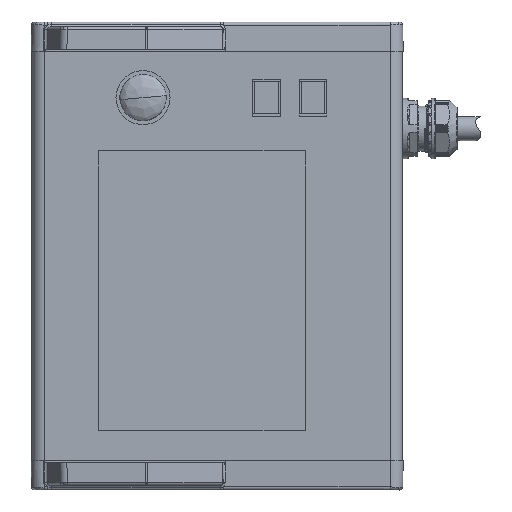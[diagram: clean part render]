
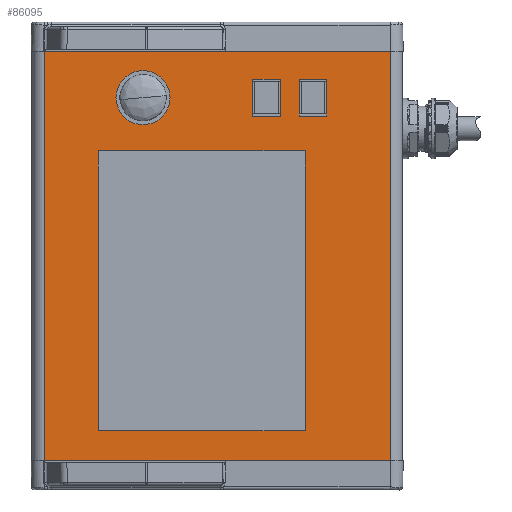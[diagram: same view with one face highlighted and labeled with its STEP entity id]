
A CAD part, front view. The second image highlights one B-rep face of the part: STEP entity #86095.
In plain terms, the highlighted planar face has unit normal (0, -1, 0).
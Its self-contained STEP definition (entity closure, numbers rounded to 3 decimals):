
#1903 = AXIS2_PLACEMENT_3D ( 'NONE', #21111, #82750, #13568 ) ;
#2313 = CARTESIAN_POINT ( 'NONE',  ( 40.05, 0., 102.5 ) ) ;
#2456 = LINE ( 'NONE', #2956, #32508 ) ;
#2683 = CARTESIAN_POINT ( 'NONE',  ( 112., 0., 132.5 ) ) ;
#2956 = CARTESIAN_POINT ( 'NONE',  ( 57., 0., 68. ) ) ;
#3334 = ORIENTED_EDGE ( 'NONE', *, *, #52285, .F. ) ;
#3456 = CARTESIAN_POINT ( 'NONE',  ( -112., 0., -132.5 ) ) ;
#4750 = EDGE_CURVE ( 'NONE', #46965, #99515, #61553, .T. ) ;
#7138 = ORIENTED_EDGE ( 'NONE', *, *, #81385, .F. ) ;
#7667 = VERTEX_POINT ( 'NONE', #32639 ) ;
#7771 = FACE_BOUND ( 'NONE', #42277, .T. ) ;
#8718 = VECTOR ( 'NONE', #41645, 1000. ) ;
#8955 = CARTESIAN_POINT ( 'NONE',  ( -120., 0., -132.5 ) ) ;
#9524 = VERTEX_POINT ( 'NONE', #59311 ) ;
#9791 = CARTESIAN_POINT ( 'NONE',  ( 62., 0., 102.5 ) ) ;
#10200 = DIRECTION ( 'NONE',  ( 1., 0., 0. ) ) ;
#10780 = EDGE_CURVE ( 'NONE', #92889, #22537, #17820, .T. ) ;
#11520 = CARTESIAN_POINT ( 'NONE',  ( 57., 0., -113. ) ) ;
#13568 = DIRECTION ( 'NONE',  ( 1., 0., 0. ) ) ;
#15049 = LINE ( 'NONE', #45853, #68504 ) ;
#15605 = EDGE_CURVE ( 'NONE', #99515, #89744, #2456, .T. ) ;
#16331 = CARTESIAN_POINT ( 'NONE',  ( -120., 0., 132.5 ) ) ;
#16348 = ORIENTED_EDGE ( 'NONE', *, *, #76571, .T. ) ;
#16570 = DIRECTION ( 'NONE',  ( 1., 0., 0. ) ) ;
#17820 = LINE ( 'NONE', #2683, #67841 ) ;
#17835 = EDGE_CURVE ( 'NONE', #9524, #78917, #76918, .T. ) ;
#18281 = ORIENTED_EDGE ( 'NONE', *, *, #15605, .F. ) ;
#18691 = ORIENTED_EDGE ( 'NONE', *, *, #10780, .T. ) ;
#21012 = CARTESIAN_POINT ( 'NONE',  ( -77., 0., -113. ) ) ;
#21111 = CARTESIAN_POINT ( 'NONE',  ( 32., 0., 102.5 ) ) ;
#21558 = AXIS2_PLACEMENT_3D ( 'NONE', #54954, #85757, #16570 ) ;
#22416 = DIRECTION ( 'NONE',  ( -1., 0., 0. ) ) ;
#22520 = EDGE_LOOP ( 'NONE', ( #16348, #18691, #43234, #33163 ) ) ;
#22537 = VERTEX_POINT ( 'NONE', #80835 ) ;
#22779 = VERTEX_POINT ( 'NONE', #2313 ) ;
#24326 = CARTESIAN_POINT ( 'NONE',  ( -77., 0., 68. ) ) ;
#24494 = VECTOR ( 'NONE', #95284, 1000. ) ;
#24750 = AXIS2_PLACEMENT_3D ( 'NONE', #16331, #69389, #22416 ) ;
#25443 = CARTESIAN_POINT ( 'NONE',  ( 112., 0., -132.5 ) ) ;
#26331 = EDGE_CURVE ( 'NONE', #7667, #9524, #45423, .T. ) ;
#27336 = EDGE_CURVE ( 'NONE', #74361, #46965, #42775, .T. ) ;
#29112 = EDGE_LOOP ( 'NONE', ( #33756, #43769, #51231 ) ) ;
#29491 = PLANE ( 'NONE',  #24750 ) ;
#31432 = DIRECTION ( 'NONE',  ( 0., -1., 0. ) ) ;
#31475 = FACE_OUTER_BOUND ( 'NONE', #22520, .T. ) ;
#31643 = DIRECTION ( 'NONE',  ( 0., -1., 0. ) ) ;
#32508 = VECTOR ( 'NONE', #64579, 1000. ) ;
#32639 = CARTESIAN_POINT ( 'NONE',  ( -55.9, 0., 100.953 ) ) ;
#33163 = ORIENTED_EDGE ( 'NONE', *, *, #47541, .T. ) ;
#33260 = CARTESIAN_POINT ( 'NONE',  ( -55.9, 0., 104.047 ) ) ;
#33756 = ORIENTED_EDGE ( 'NONE', *, *, #26331, .F. ) ;
#34015 = DIRECTION ( 'NONE',  ( 0., -1., 0. ) ) ;
#34935 = AXIS2_PLACEMENT_3D ( 'NONE', #65549, #75132, #44817 ) ;
#39197 = EDGE_CURVE ( 'NONE', #39691, #69018, #49551, .T. ) ;
#39691 = VERTEX_POINT ( 'NONE', #65864 ) ;
#40732 = DIRECTION ( 'NONE',  ( 1., 0., 0. ) ) ;
#40826 = LINE ( 'NONE', #88789, #66477 ) ;
#40868 = CIRCLE ( 'NONE', #45799, 8.05 ) ;
#41645 = DIRECTION ( 'NONE',  ( 0., 0., -1. ) ) ;
#42011 = VECTOR ( 'NONE', #40732, 1000. ) ;
#42131 = LINE ( 'NONE', #96663, #8718 ) ;
#42277 = EDGE_LOOP ( 'NONE', ( #72680, #97923, #53097, #18281 ) ) ;
#42775 = LINE ( 'NONE', #88738, #24494 ) ;
#43234 = ORIENTED_EDGE ( 'NONE', *, *, #78865, .F. ) ;
#43769 = ORIENTED_EDGE ( 'NONE', *, *, #67504, .F. ) ;
#44817 = DIRECTION ( 'NONE',  ( 1., 0., 0. ) ) ;
#45423 = CIRCLE ( 'NONE', #74414, 8.05 ) ;
#45475 = CIRCLE ( 'NONE', #1903, 8.05 ) ;
#45799 = AXIS2_PLACEMENT_3D ( 'NONE', #86486, #31432, #10200 ) ;
#45853 = CARTESIAN_POINT ( 'NONE',  ( -77., 0., 68. ) ) ;
#46305 = AXIS2_PLACEMENT_3D ( 'NONE', #9791, #34015, #55779 ) ;
#46617 = EDGE_CURVE ( 'NONE', #83287, #22779, #95711, .T. ) ;
#46965 = VERTEX_POINT ( 'NONE', #21012 ) ;
#47541 = EDGE_CURVE ( 'NONE', #63078, #89027, #42131, .T. ) ;
#48708 = DIRECTION ( 'NONE',  ( 0., -1., 0. ) ) ;
#49551 = CIRCLE ( 'NONE', #46305, 8.05 ) ;
#50354 = ORIENTED_EDGE ( 'NONE', *, *, #46617, .F. ) ;
#51231 = ORIENTED_EDGE ( 'NONE', *, *, #17835, .F. ) ;
#52285 = EDGE_CURVE ( 'NONE', #69018, #39691, #40868, .T. ) ;
#52526 = EDGE_LOOP ( 'NONE', ( #7138, #50354 ) ) ;
#53097 = ORIENTED_EDGE ( 'NONE', *, *, #94334, .F. ) ;
#53230 = FACE_BOUND ( 'NONE', #52526, .T. ) ;
#54876 = DIRECTION ( 'NONE',  ( 1., 0., 0. ) ) ;
#54954 = CARTESIAN_POINT ( 'NONE',  ( 32., 0., 102.5 ) ) ;
#55779 = DIRECTION ( 'NONE',  ( 1., 0., 0. ) ) ;
#56937 = AXIS2_PLACEMENT_3D ( 'NONE', #93726, #31643, #54876 ) ;
#59291 = CARTESIAN_POINT ( 'NONE',  ( 57., 0., 68. ) ) ;
#59311 = CARTESIAN_POINT ( 'NONE',  ( -39.95, 0., 102.5 ) ) ;
#60005 = DIRECTION ( 'NONE',  ( -1., 0., 0. ) ) ;
#61062 = CARTESIAN_POINT ( 'NONE',  ( -77., 0., -113. ) ) ;
#61553 = LINE ( 'NONE', #61062, #87559 ) ;
#61991 = CARTESIAN_POINT ( 'NONE',  ( -112., 0., 132.5 ) ) ;
#62329 = DIRECTION ( 'NONE',  ( 0., 0., 1. ) ) ;
#63078 = VERTEX_POINT ( 'NONE', #61991 ) ;
#63492 = LINE ( 'NONE', #8955, #42011 ) ;
#64579 = DIRECTION ( 'NONE',  ( 0., 0., 1. ) ) ;
#65549 = CARTESIAN_POINT ( 'NONE',  ( -48., 0., 102.5 ) ) ;
#65864 = CARTESIAN_POINT ( 'NONE',  ( 70.05, 0., 102.5 ) ) ;
#66477 = VECTOR ( 'NONE', #72138, 1000. ) ;
#67504 = EDGE_CURVE ( 'NONE', #78917, #7667, #69856, .T. ) ;
#67841 = VECTOR ( 'NONE', #62329, 1000. ) ;
#68504 = VECTOR ( 'NONE', #60005, 1000. ) ;
#69018 = VERTEX_POINT ( 'NONE', #99530 ) ;
#69389 = DIRECTION ( 'NONE',  ( 0., 1., 0. ) ) ;
#69856 = CIRCLE ( 'NONE', #56937, 1.55 ) ;
#72138 = DIRECTION ( 'NONE',  ( 1., 0., 0. ) ) ;
#72680 = ORIENTED_EDGE ( 'NONE', *, *, #4750, .F. ) ;
#74361 = VERTEX_POINT ( 'NONE', #24326 ) ;
#74414 = AXIS2_PLACEMENT_3D ( 'NONE', #94664, #48708, #95648 ) ;
#75132 = DIRECTION ( 'NONE',  ( 0., -1., 0. ) ) ;
#76571 = EDGE_CURVE ( 'NONE', #89027, #92889, #63492, .T. ) ;
#76918 = CIRCLE ( 'NONE', #34935, 8.05 ) ;
#77807 = EDGE_LOOP ( 'NONE', ( #86498, #3334 ) ) ;
#78865 = EDGE_CURVE ( 'NONE', #63078, #22537, #40826, .T. ) ;
#78917 = VERTEX_POINT ( 'NONE', #33260 ) ;
#80835 = CARTESIAN_POINT ( 'NONE',  ( 112., 0., 132.5 ) ) ;
#81385 = EDGE_CURVE ( 'NONE', #22779, #83287, #45475, .T. ) ;
#82750 = DIRECTION ( 'NONE',  ( 0., -1., 0. ) ) ;
#83287 = VERTEX_POINT ( 'NONE', #95046 ) ;
#85038 = FACE_BOUND ( 'NONE', #77807, .T. ) ;
#85757 = DIRECTION ( 'NONE',  ( 0., -1., 0. ) ) ;
#86095 = ADVANCED_FACE ( 'NONE', ( #85038, #53230, #99663, #7771, #31475 ), #29491, .F. ) ;
#86486 = CARTESIAN_POINT ( 'NONE',  ( 62., 0., 102.5 ) ) ;
#86498 = ORIENTED_EDGE ( 'NONE', *, *, #39197, .F. ) ;
#87559 = VECTOR ( 'NONE', #99428, 1000. ) ;
#88738 = CARTESIAN_POINT ( 'NONE',  ( -77., 0., 68. ) ) ;
#88789 = CARTESIAN_POINT ( 'NONE',  ( 0.2, 0., 132.5 ) ) ;
#89027 = VERTEX_POINT ( 'NONE', #3456 ) ;
#89744 = VERTEX_POINT ( 'NONE', #59291 ) ;
#92889 = VERTEX_POINT ( 'NONE', #25443 ) ;
#93726 = CARTESIAN_POINT ( 'NONE',  ( -55.8, 0., 102.5 ) ) ;
#94334 = EDGE_CURVE ( 'NONE', #89744, #74361, #15049, .T. ) ;
#94664 = CARTESIAN_POINT ( 'NONE',  ( -48., 0., 102.5 ) ) ;
#95046 = CARTESIAN_POINT ( 'NONE',  ( 23.95, 0., 102.5 ) ) ;
#95284 = DIRECTION ( 'NONE',  ( 0., 0., -1. ) ) ;
#95648 = DIRECTION ( 'NONE',  ( 1., 0., 0. ) ) ;
#95711 = CIRCLE ( 'NONE', #21558, 8.05 ) ;
#96663 = CARTESIAN_POINT ( 'NONE',  ( -112., 0., 132.5 ) ) ;
#97923 = ORIENTED_EDGE ( 'NONE', *, *, #27336, .F. ) ;
#99428 = DIRECTION ( 'NONE',  ( 1., 0., 0. ) ) ;
#99515 = VERTEX_POINT ( 'NONE', #11520 ) ;
#99530 = CARTESIAN_POINT ( 'NONE',  ( 53.95, 0., 102.5 ) ) ;
#99663 = FACE_BOUND ( 'NONE', #29112, .T. ) ;
